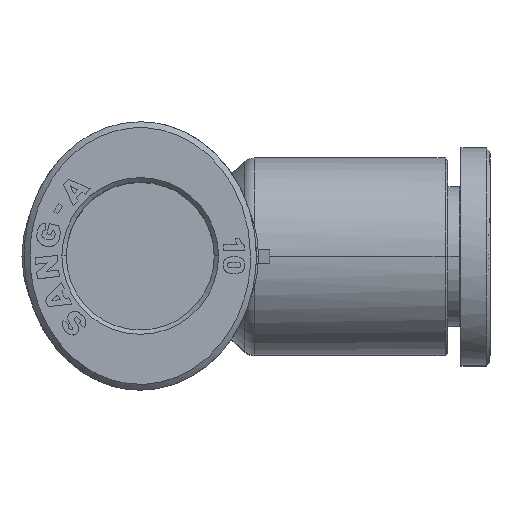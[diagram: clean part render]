
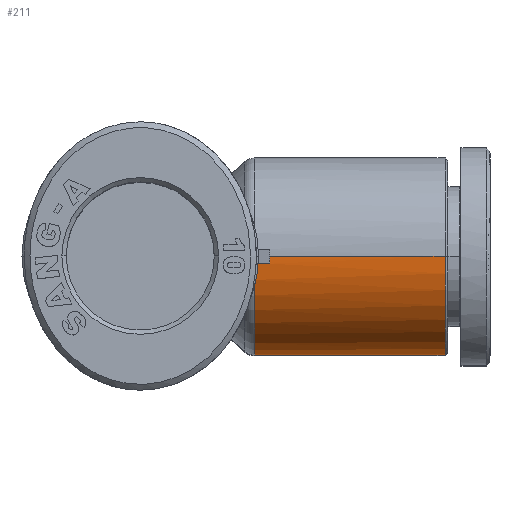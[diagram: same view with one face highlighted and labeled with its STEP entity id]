
A CAD part, top view. The second image highlights one B-rep face of the part: STEP entity #211.
In plain terms, the highlighted cylindrical face has radius 6.8 mm (diameter 13.6 mm), a partial arc.
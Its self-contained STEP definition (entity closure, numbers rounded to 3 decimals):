
#136=CARTESIAN_POINT('',(-8.233,0.,-13.5));
#137=DIRECTION('',(0.,0.,1.0));
#138=DIRECTION('',(-1.0,0.0,0.0));
#139=AXIS2_PLACEMENT_3D('',#136,#137,#138);
#140=CYLINDRICAL_SURFACE('',#139,6.8);
#141=CARTESIAN_POINT('',(-15.033,0.,-21.));
#142=VERTEX_POINT('',#141);
#143=CARTESIAN_POINT('',(-15.033,0.,-19.5));
#144=VERTEX_POINT('',#143);
#145=CARTESIAN_POINT('',(-15.033,0.,-21.));
#146=DIRECTION('',(0.0,0.0,1.0));
#147=VECTOR('',#146,1.5);
#148=LINE('',#145,#147);
#149=EDGE_CURVE('',#142,#144,#148,.T.);
#150=ORIENTED_EDGE('',*,*,#149,.F.);
#151=CARTESIAN_POINT('',(-1.433,0.,-21.));
#152=VERTEX_POINT('',#151);
#153=CARTESIAN_POINT('',(-8.233,0.,-21.));
#154=DIRECTION('',(0.0,0.0,-1.0));
#155=DIRECTION('',(1.0,0.0,0.0));
#156=AXIS2_PLACEMENT_3D('',#153,#154,#155);
#157=CIRCLE('',#156,6.8);
#158=EDGE_CURVE('',#152,#142,#157,.T.);
#159=ORIENTED_EDGE('',*,*,#158,.F.);
#160=CARTESIAN_POINT('',(-1.433,0.,-8.926));
#161=VERTEX_POINT('',#160);
#162=CARTESIAN_POINT('',(-1.433,0.,-8.926));
#163=DIRECTION('',(0.0,0.0,-1.0));
#164=VECTOR('',#163,12.074);
#165=LINE('',#162,#164);
#166=EDGE_CURVE('',#161,#152,#165,.T.);
#167=ORIENTED_EDGE('',*,*,#166,.F.);
#168=CARTESIAN_POINT('',(-1.452,-0.5,-8.936));
#169=VERTEX_POINT('',#168);
#170=CARTESIAN_POINT('',(-8.233,0.,-12.556));
#171=DIRECTION('',(0.471,0.,-0.882));
#172=DIRECTION('',(-0.882,0.,-0.471));
#173=AXIS2_PLACEMENT_3D('',#170,#171,#172);
#174=ELLIPSE('',#173,7.708,6.8);
#175=EDGE_CURVE('',#161,#169,#174,.T.);
#176=ORIENTED_EDGE('',*,*,#175,.T.);
#177=CARTESIAN_POINT('',(-1.452,-0.5,-7.884));
#178=VERTEX_POINT('',#177);
#179=CARTESIAN_POINT('',(-1.452,-0.5,-8.936));
#180=DIRECTION('',(0.0,0.0,1.0));
#181=VECTOR('',#180,1.052);
#182=LINE('',#179,#181);
#183=EDGE_CURVE('',#169,#178,#182,.T.);
#184=ORIENTED_EDGE('',*,*,#183,.T.);
#185=CARTESIAN_POINT('',(-15.015,-0.5,-7.884));
#186=VERTEX_POINT('',#185);
#187=CARTESIAN_POINT('',(-8.233,0.,-7.884));
#188=DIRECTION('',(0.0,0.0,1.0));
#189=DIRECTION('',(1.0,0.0,0.0));
#190=AXIS2_PLACEMENT_3D('',#187,#188,#189);
#191=CIRCLE('',#190,6.8);
#192=EDGE_CURVE('',#186,#178,#191,.T.);
#193=ORIENTED_EDGE('',*,*,#192,.F.);
#194=CARTESIAN_POINT('',(-15.015,-0.5,-19.5));
#195=VERTEX_POINT('',#194);
#196=CARTESIAN_POINT('',(-15.015,-0.5,-7.884));
#197=DIRECTION('',(0.0,0.0,-1.0));
#198=VECTOR('',#197,11.616);
#199=LINE('',#196,#198);
#200=EDGE_CURVE('',#186,#195,#199,.T.);
#201=ORIENTED_EDGE('',*,*,#200,.T.);
#202=CARTESIAN_POINT('',(-8.233,0.,-19.5));
#203=DIRECTION('',(0.0,0.0,1.0));
#204=DIRECTION('',(-1.0,0.0,0.0));
#205=AXIS2_PLACEMENT_3D('',#202,#203,#204);
#206=CIRCLE('',#205,6.8);
#207=EDGE_CURVE('',#144,#195,#206,.T.);
#208=ORIENTED_EDGE('',*,*,#207,.F.);
#209=EDGE_LOOP('',(#150,#159,#167,#176,#184,#193,#201,#208));
#210=FACE_OUTER_BOUND('',#209,.T.);
#211=ADVANCED_FACE('',(#210),#140,.T.);
